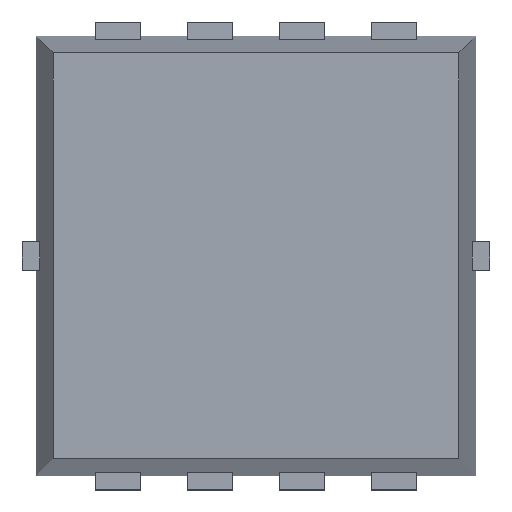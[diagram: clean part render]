
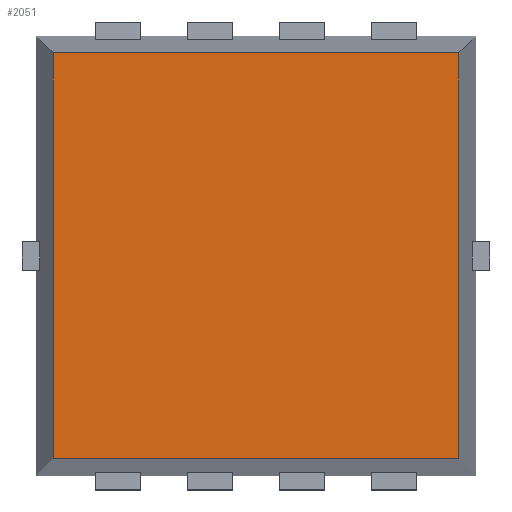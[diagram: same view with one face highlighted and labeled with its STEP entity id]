
A CAD part, top view. The second image highlights one B-rep face of the part: STEP entity #2051.
In plain terms, the highlighted planar face has unit normal (0, 0, 1).
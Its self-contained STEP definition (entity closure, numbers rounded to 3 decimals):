
#39=FACE_OUTER_BOUND('',#151,.T.);
#151=EDGE_LOOP('',(#1393,#1394,#1395,#1396));
#321=LINE('',#2960,#605);
#322=LINE('',#2962,#606);
#323=LINE('',#2964,#607);
#324=LINE('',#2965,#608);
#605=VECTOR('',#2376,1000.);
#606=VECTOR('',#2377,1000.);
#607=VECTOR('',#2378,1000.);
#608=VECTOR('',#2379,1000.);
#893=VERTEX_POINT('',#2958);
#894=VERTEX_POINT('',#2959);
#895=VERTEX_POINT('',#2961);
#896=VERTEX_POINT('',#2963);
#1093=EDGE_CURVE('',#893,#894,#321,.T.);
#1094=EDGE_CURVE('',#894,#895,#322,.T.);
#1095=EDGE_CURVE('',#895,#896,#323,.T.);
#1096=EDGE_CURVE('',#896,#893,#324,.T.);
#1393=ORIENTED_EDGE('',*,*,#1093,.T.);
#1394=ORIENTED_EDGE('',*,*,#1094,.T.);
#1395=ORIENTED_EDGE('',*,*,#1095,.T.);
#1396=ORIENTED_EDGE('',*,*,#1096,.T.);
#1947=PLANE('',#2186);
#2051=ADVANCED_FACE('',(#39),#1947,.F.);
#2186=AXIS2_PLACEMENT_3D('',#2957,#2374,#2375);
#2374=DIRECTION('center_axis',(0.,0.,-1.));
#2375=DIRECTION('ref_axis',(-1.,0.,0.));
#2376=DIRECTION('',(0.,-1.,0.));
#2377=DIRECTION('',(1.,0.,0.));
#2378=DIRECTION('',(0.,1.,0.));
#2379=DIRECTION('',(-1.,0.,0.));
#2957=CARTESIAN_POINT('Origin',(0.,0.,0.85));
#2958=CARTESIAN_POINT('',(-1.431,1.431,0.85));
#2959=CARTESIAN_POINT('',(-1.431,-1.431,0.85));
#2960=CARTESIAN_POINT('',(-1.431,0.,0.85));
#2961=CARTESIAN_POINT('',(1.431,-1.431,0.85));
#2962=CARTESIAN_POINT('',(0.,-1.431,0.85));
#2963=CARTESIAN_POINT('',(1.431,1.431,0.85));
#2964=CARTESIAN_POINT('',(1.431,1.55,0.85));
#2965=CARTESIAN_POINT('',(-1.55,1.431,0.85));
